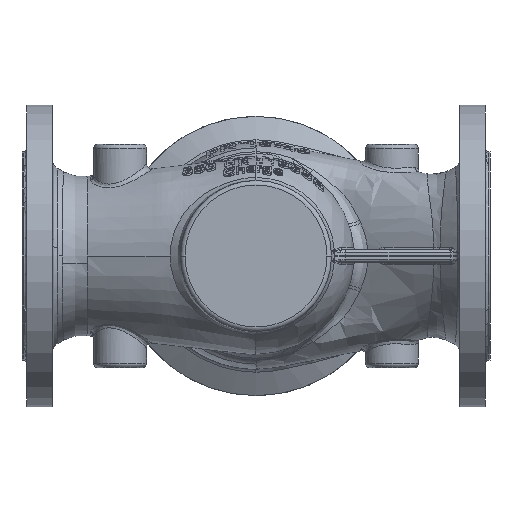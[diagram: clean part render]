
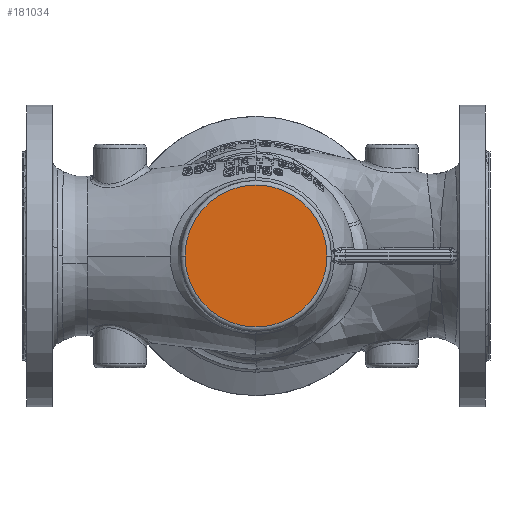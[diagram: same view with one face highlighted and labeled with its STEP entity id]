
A CAD part, front view. The second image highlights one B-rep face of the part: STEP entity #181034.
In plain terms, the highlighted planar face has unit normal (0, -1, 0).
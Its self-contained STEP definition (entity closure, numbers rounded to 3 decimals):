
#10824 = ORIENTED_EDGE ( 'NONE', *, *, #208635, .F. ) ;
#14657 = DIRECTION ( 'NONE',  ( 0., -1., 0. ) ) ;
#15966 = CARTESIAN_POINT ( 'NONE',  ( 0., -115., 0. ) ) ;
#33312 = DIRECTION ( 'NONE',  ( -1., 0., 0. ) ) ;
#43386 = PLANE ( 'NONE',  #70597 ) ;
#54658 = CIRCLE ( 'NONE', #123518, 47. ) ;
#58424 = CARTESIAN_POINT ( 'NONE',  ( 0., -115., 0. ) ) ;
#70597 = AXIS2_PLACEMENT_3D ( 'NONE', #221445, #14657, #135378 ) ;
#71011 = FACE_OUTER_BOUND ( 'NONE', #211785, .T. ) ;
#74332 = CIRCLE ( 'NONE', #103301, 47. ) ;
#75799 = DIRECTION ( 'NONE',  ( -1., 0., 0. ) ) ;
#78326 = CARTESIAN_POINT ( 'NONE',  ( 47., -115., 0. ) ) ;
#103301 = AXIS2_PLACEMENT_3D ( 'NONE', #15966, #136669, #33312 ) ;
#123518 = AXIS2_PLACEMENT_3D ( 'NONE', #58424, #179171, #75799 ) ;
#135378 = DIRECTION ( 'NONE',  ( 1., 0., 0. ) ) ;
#136669 = DIRECTION ( 'NONE',  ( 0., 1., 0. ) ) ;
#162231 = EDGE_CURVE ( 'NONE', #174254, #165514, #54658, .T. ) ;
#165514 = VERTEX_POINT ( 'NONE', #182920 ) ;
#174254 = VERTEX_POINT ( 'NONE', #78326 ) ;
#179171 = DIRECTION ( 'NONE',  ( 0., 1., 0. ) ) ;
#181034 = ADVANCED_FACE ( 'NONE', ( #71011 ), #43386, .T. ) ;
#182920 = CARTESIAN_POINT ( 'NONE',  ( -47., -115., 0. ) ) ;
#208635 = EDGE_CURVE ( 'NONE', #165514, #174254, #74332, .T. ) ;
#211785 = EDGE_LOOP ( 'NONE', ( #10824, #221938 ) ) ;
#221445 = CARTESIAN_POINT ( 'NONE',  ( 0., -115., 0. ) ) ;
#221938 = ORIENTED_EDGE ( 'NONE', *, *, #162231, .F. ) ;
